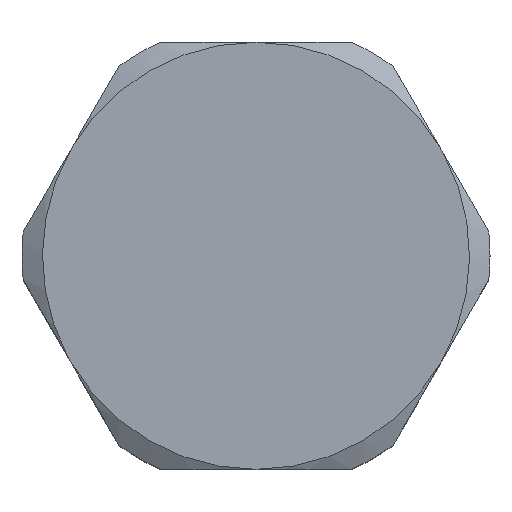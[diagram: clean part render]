
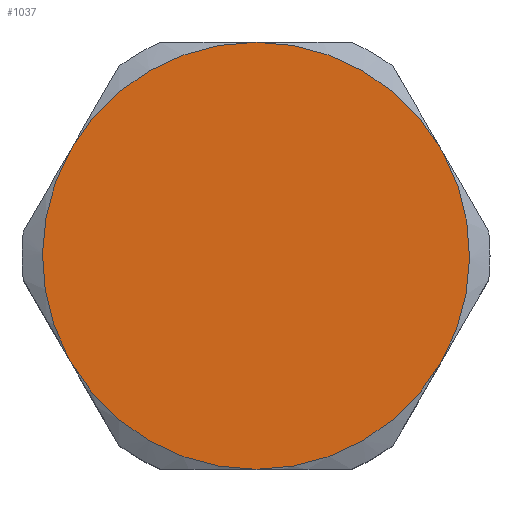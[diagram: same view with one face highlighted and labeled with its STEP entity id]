
A CAD part, top view. The second image highlights one B-rep face of the part: STEP entity #1037.
In plain terms, the highlighted planar face has unit normal (0, 0, 1).
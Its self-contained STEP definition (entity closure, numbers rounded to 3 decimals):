
#303=CARTESIAN_POINT('Vertex',(10.392,-6.,13.)) ;
#401=CARTESIAN_POINT('Vertex',(0.,-12.,13.)) ;
#485=CARTESIAN_POINT('Vertex',(-10.392,-6.,13.)) ;
#628=CARTESIAN_POINT('Vertex',(-10.392,6.,13.)) ;
#723=CARTESIAN_POINT('Vertex',(0.,12.,13.)) ;
#818=CARTESIAN_POINT('Vertex',(10.392,6.,13.)) ;
#914=CARTESIAN_POINT('Vertex',(10.531,5.753,13.)) ;
#917=CARTESIAN_POINT('Axis2P3D Location',(0.,0.,13.)) ;
#931=CARTESIAN_POINT('Axis2P3D Location',(0.,0.,13.)) ;
#942=CARTESIAN_POINT('Axis2P3D Location',(0.,0.,13.)) ;
#954=CARTESIAN_POINT('Axis2P3D Location',(0.,0.,13.)) ;
#970=CARTESIAN_POINT('Vertex',(-10.531,-5.753,13.)) ;
#973=CARTESIAN_POINT('Axis2P3D Location',(0.,0.,13.)) ;
#987=CARTESIAN_POINT('Axis2P3D Location',(0.,0.,13.)) ;
#998=CARTESIAN_POINT('Axis2P3D Location',(0.,0.,13.)) ;
#1010=CARTESIAN_POINT('Axis2P3D Location',(0.,0.,13.)) ;
#1022=CARTESIAN_POINT('Axis2P3D Location',(0.,0.,13.)) ;
#918=DIRECTION('Axis2P3D Direction',(0.,0.,-1.)) ;
#932=DIRECTION('Axis2P3D Direction',(0.,0.,-1.)) ;
#943=DIRECTION('Axis2P3D Direction',(0.,0.,-1.)) ;
#955=DIRECTION('Axis2P3D Direction',(0.,0.,-1.)) ;
#974=DIRECTION('Axis2P3D Direction',(0.,0.,-1.)) ;
#988=DIRECTION('Axis2P3D Direction',(0.,0.,-1.)) ;
#999=DIRECTION('Axis2P3D Direction',(0.,0.,-1.)) ;
#1011=DIRECTION('Axis2P3D Direction',(0.,0.,-1.)) ;
#1023=DIRECTION('Axis2P3D Direction',(0.,0.,1.)) ;
#1024=DIRECTION('Axis2P3D XDirection',(1.,0.,0.)) ;
#919=AXIS2_PLACEMENT_3D('Circle Axis2P3D',#917,#918,$) ;
#933=AXIS2_PLACEMENT_3D('Circle Axis2P3D',#931,#932,$) ;
#944=AXIS2_PLACEMENT_3D('Circle Axis2P3D',#942,#943,$) ;
#956=AXIS2_PLACEMENT_3D('Circle Axis2P3D',#954,#955,$) ;
#975=AXIS2_PLACEMENT_3D('Circle Axis2P3D',#973,#974,$) ;
#989=AXIS2_PLACEMENT_3D('Circle Axis2P3D',#987,#988,$) ;
#1000=AXIS2_PLACEMENT_3D('Circle Axis2P3D',#998,#999,$) ;
#1012=AXIS2_PLACEMENT_3D('Circle Axis2P3D',#1010,#1011,$) ;
#1025=AXIS2_PLACEMENT_3D('Plane Axis2P3D',#1022,#1023,#1024) ;
#1028=ORIENTED_EDGE('',*,*,#921,.T.) ;
#1029=ORIENTED_EDGE('',*,*,#935,.T.) ;
#1030=ORIENTED_EDGE('',*,*,#946,.T.) ;
#1031=ORIENTED_EDGE('',*,*,#958,.T.) ;
#1032=ORIENTED_EDGE('',*,*,#977,.T.) ;
#1033=ORIENTED_EDGE('',*,*,#991,.T.) ;
#1034=ORIENTED_EDGE('',*,*,#1002,.T.) ;
#1035=ORIENTED_EDGE('',*,*,#1014,.T.) ;
#1037=ADVANCED_FACE('PartBody',(#1036),#1026,.T.) ;
#920=CIRCLE('generated circle',#919,12.) ;
#934=CIRCLE('generated circle',#933,12.) ;
#945=CIRCLE('generated circle',#944,12.) ;
#957=CIRCLE('generated circle',#956,12.) ;
#976=CIRCLE('generated circle',#975,12.) ;
#990=CIRCLE('generated circle',#989,12.) ;
#1001=CIRCLE('generated circle',#1000,12.) ;
#1013=CIRCLE('generated circle',#1012,12.) ;
#921=EDGE_CURVE('',#304,#915,#920,.F.) ;
#935=EDGE_CURVE('',#915,#819,#934,.F.) ;
#946=EDGE_CURVE('',#819,#724,#945,.F.) ;
#958=EDGE_CURVE('',#724,#629,#957,.F.) ;
#977=EDGE_CURVE('',#629,#971,#976,.F.) ;
#991=EDGE_CURVE('',#971,#486,#990,.F.) ;
#1002=EDGE_CURVE('',#486,#402,#1001,.F.) ;
#1014=EDGE_CURVE('',#402,#304,#1013,.F.) ;
#1027=EDGE_LOOP('',(#1028,#1029,#1030,#1031,#1032,#1033,#1034,#1035)) ;
#1036=FACE_OUTER_BOUND('',#1027,.T.) ;
#1026=PLANE('',#1025) ;
#304=VERTEX_POINT('',#303) ;
#402=VERTEX_POINT('',#401) ;
#486=VERTEX_POINT('',#485) ;
#629=VERTEX_POINT('',#628) ;
#724=VERTEX_POINT('',#723) ;
#819=VERTEX_POINT('',#818) ;
#915=VERTEX_POINT('',#914) ;
#971=VERTEX_POINT('',#970) ;
